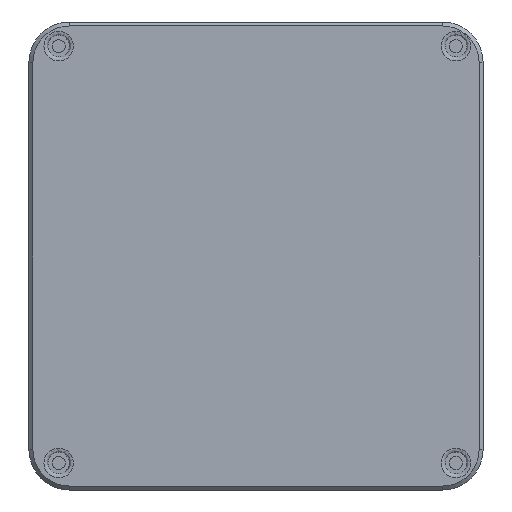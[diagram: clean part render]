
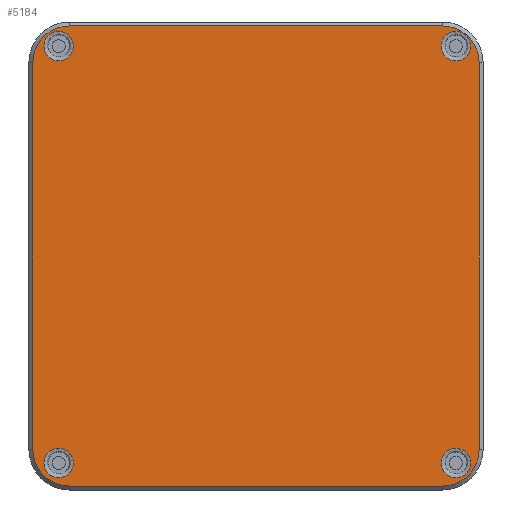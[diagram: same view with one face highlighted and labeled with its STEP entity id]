
A CAD part, left-side view. The second image highlights one B-rep face of the part: STEP entity #5184.
In plain terms, the highlighted planar face has unit normal (-1, 0, 0).
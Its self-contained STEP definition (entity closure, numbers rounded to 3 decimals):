
#64=FACE_BOUND('',#1455,.T.);
#65=FACE_BOUND('',#1456,.T.);
#66=FACE_BOUND('',#1457,.T.);
#67=FACE_BOUND('',#1458,.T.);
#92=LINE('',#6858,#535);
#93=LINE('',#6862,#536);
#94=LINE('',#6866,#537);
#95=LINE('',#6869,#538);
#535=VECTOR('',#5810,10.);
#536=VECTOR('',#5813,10.);
#537=VECTOR('',#5816,10.);
#538=VECTOR('',#5819,10.);
#978=PLANE('',#5554);
#1112=FACE_OUTER_BOUND('',#1454,.T.);
#1454=EDGE_LOOP('',(#3428,#3429,#3430,#3431,#3432,#3433,#3434,#3435));
#1455=EDGE_LOOP('',(#3436));
#1456=EDGE_LOOP('',(#3437));
#1457=EDGE_LOOP('',(#3438));
#1458=EDGE_LOOP('',(#3439));
#1824=CIRCLE('',#5553,3.75);
#1825=CIRCLE('',#5555,9.3);
#1826=CIRCLE('',#5556,9.3);
#1827=CIRCLE('',#5557,9.3);
#1828=CIRCLE('',#5558,9.3);
#1829=CIRCLE('',#5559,3.75);
#1830=CIRCLE('',#5560,3.75);
#1831=CIRCLE('',#5561,3.75);
#2172=VERTEX_POINT('',#6839);
#2174=VERTEX_POINT('',#6854);
#2175=VERTEX_POINT('',#6855);
#2176=VERTEX_POINT('',#6857);
#2177=VERTEX_POINT('',#6859);
#2178=VERTEX_POINT('',#6861);
#2179=VERTEX_POINT('',#6863);
#2180=VERTEX_POINT('',#6865);
#2181=VERTEX_POINT('',#6867);
#2182=VERTEX_POINT('',#6870);
#2183=VERTEX_POINT('',#6872);
#2184=VERTEX_POINT('',#6874);
#2633=EDGE_CURVE('',#2172,#2172,#1824,.T.);
#2634=EDGE_CURVE('',#2174,#2175,#1825,.T.);
#2635=EDGE_CURVE('',#2176,#2174,#92,.T.);
#2636=EDGE_CURVE('',#2177,#2176,#1826,.T.);
#2637=EDGE_CURVE('',#2178,#2177,#93,.T.);
#2638=EDGE_CURVE('',#2179,#2178,#1827,.T.);
#2639=EDGE_CURVE('',#2180,#2179,#94,.T.);
#2640=EDGE_CURVE('',#2181,#2180,#1828,.T.);
#2641=EDGE_CURVE('',#2175,#2181,#95,.T.);
#2642=EDGE_CURVE('',#2182,#2182,#1829,.T.);
#2643=EDGE_CURVE('',#2183,#2183,#1830,.T.);
#2644=EDGE_CURVE('',#2184,#2184,#1831,.T.);
#3428=ORIENTED_EDGE('',*,*,#2634,.F.);
#3429=ORIENTED_EDGE('',*,*,#2635,.F.);
#3430=ORIENTED_EDGE('',*,*,#2636,.F.);
#3431=ORIENTED_EDGE('',*,*,#2637,.F.);
#3432=ORIENTED_EDGE('',*,*,#2638,.F.);
#3433=ORIENTED_EDGE('',*,*,#2639,.F.);
#3434=ORIENTED_EDGE('',*,*,#2640,.F.);
#3435=ORIENTED_EDGE('',*,*,#2641,.F.);
#3436=ORIENTED_EDGE('',*,*,#2642,.F.);
#3437=ORIENTED_EDGE('',*,*,#2643,.F.);
#3438=ORIENTED_EDGE('',*,*,#2644,.F.);
#3439=ORIENTED_EDGE('',*,*,#2633,.F.);
#5184=ADVANCED_FACE('',(#1112,#64,#65,#66,#67),#978,.T.);
#5553=AXIS2_PLACEMENT_3D('',#6852,#5804,#5805);
#5554=AXIS2_PLACEMENT_3D('',#6853,#5806,#5807);
#5555=AXIS2_PLACEMENT_3D('',#6856,#5808,#5809);
#5556=AXIS2_PLACEMENT_3D('',#6860,#5811,#5812);
#5557=AXIS2_PLACEMENT_3D('',#6864,#5814,#5815);
#5558=AXIS2_PLACEMENT_3D('',#6868,#5817,#5818);
#5559=AXIS2_PLACEMENT_3D('',#6871,#5820,#5821);
#5560=AXIS2_PLACEMENT_3D('',#6873,#5822,#5823);
#5561=AXIS2_PLACEMENT_3D('',#6875,#5824,#5825);
#5804=DIRECTION('center_axis',(-1.,0.,0.));
#5805=DIRECTION('ref_axis',(0.,0.,
-1.));
#5806=DIRECTION('center_axis',(-1.,0.,0.));
#5807=DIRECTION('ref_axis',(0.,-1.,0.));
#5808=DIRECTION('center_axis',(1.,0.,0.));
#5809=DIRECTION('ref_axis',(0.,0.707,-0.707));
#5810=DIRECTION('',(0.,1.,0.));
#5811=DIRECTION('center_axis',(1.,0.,0.));
#5812=DIRECTION('ref_axis',(0.,0.,-1.));
#5813=DIRECTION('',(0.,0.,-1.));
#5814=DIRECTION('center_axis',(1.,0.,0.));
#5815=DIRECTION('ref_axis',(0.,-1.,0.));
#5816=DIRECTION('',(0.,-1.,0.));
#5817=DIRECTION('center_axis',(1.,0.,0.));
#5818=DIRECTION('ref_axis',(0.,0.707,0.707));
#5819=DIRECTION('',(0.,0.,1.));
#5820=DIRECTION('center_axis',(-1.,0.,0.));
#5821=DIRECTION('ref_axis',(0.,0.,
-1.));
#5822=DIRECTION('center_axis',(-1.,0.,0.));
#5823=DIRECTION('ref_axis',(0.,0.,
-1.));
#5824=DIRECTION('center_axis',(-1.,0.,0.));
#5825=DIRECTION('ref_axis',(0.,0.,
-1.));
#6839=CARTESIAN_POINT('',(-29.9,-19.576,0.111));
#6852=CARTESIAN_POINT('Origin',(-29.9,-19.576,-3.639));
#6853=CARTESIAN_POINT('Origin',(-29.9,26.75,49.));
#6854=CARTESIAN_POINT('',(-29.9,78.7,-9.5));
#6855=CARTESIAN_POINT('',(-29.9,88.,-0.2));
#6856=CARTESIAN_POINT('Origin',(-29.9,78.7,-0.2));
#6857=CARTESIAN_POINT('',(-29.9,-16.2,-9.5));
#6858=CARTESIAN_POINT('',(-29.9,48.225,-9.5));
#6859=CARTESIAN_POINT('',(-29.9,-25.5,-0.2));
#6860=CARTESIAN_POINT('Origin',(-29.9,-16.2,-0.2));
#6861=CARTESIAN_POINT('',(-29.9,-25.5,98.2));
#6862=CARTESIAN_POINT('',(-29.9,-25.5,24.4));
#6863=CARTESIAN_POINT('',(-29.9,-16.2,107.5));
#6864=CARTESIAN_POINT('Origin',(-29.9,-16.2,98.2));
#6865=CARTESIAN_POINT('',(-29.9,78.7,107.5));
#6866=CARTESIAN_POINT('',(-29.9,5.275,107.5));
#6867=CARTESIAN_POINT('',(-29.9,88.,98.2));
#6868=CARTESIAN_POINT('Origin',(-29.9,78.7,98.2));
#6869=CARTESIAN_POINT('',(-29.9,88.,73.6));
#6870=CARTESIAN_POINT('',(-29.9,81.424,0.111));
#6871=CARTESIAN_POINT('Origin',(-29.9,81.424,-3.639));
#6872=CARTESIAN_POINT('',(-29.9,-19.576,106.111));
#6873=CARTESIAN_POINT('Origin',(-29.9,-19.576,102.361));
#6874=CARTESIAN_POINT('',(-29.9,81.424,106.111));
#6875=CARTESIAN_POINT('Origin',(-29.9,81.424,102.361));
